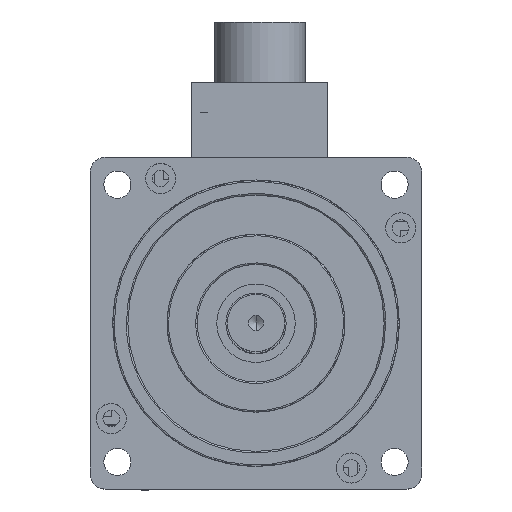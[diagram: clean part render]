
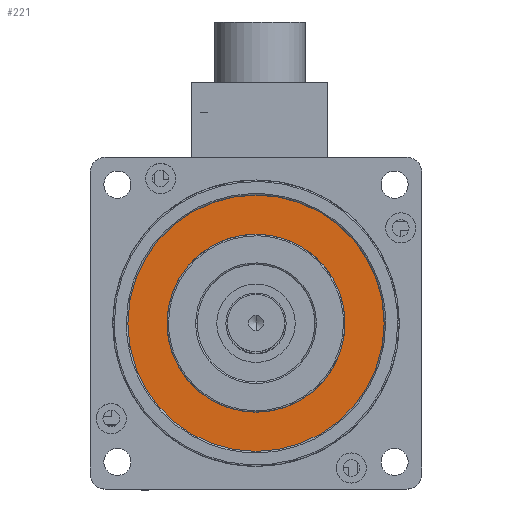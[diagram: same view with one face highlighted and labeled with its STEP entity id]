
A CAD part, top view. The second image highlights one B-rep face of the part: STEP entity #221.
In plain terms, the highlighted planar face has unit normal (0, 0, 1).
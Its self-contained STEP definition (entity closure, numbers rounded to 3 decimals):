
#221 = ADVANCED_FACE ( 'NONE', ( #10206, #19533 ), #15921, .F. ) ;
#379 = VERTEX_POINT ( 'NONE', #22252 ) ;
#1245 = CIRCLE ( 'NONE', #16283, 42.5 ) ;
#3378 = VERTEX_POINT ( 'NONE', #11241 ) ;
#3415 = DIRECTION ( 'NONE',  ( -1., 0., 0. ) ) ;
#4374 = DIRECTION ( 'NONE',  ( -1., 0., 0. ) ) ;
#4490 = ORIENTED_EDGE ( 'NONE', *, *, #21552, .F. ) ;
#5196 = CIRCLE ( 'NONE', #8736, 29.5 ) ;
#5292 = ORIENTED_EDGE ( 'NONE', *, *, #10076, .T. ) ;
#5596 = EDGE_LOOP ( 'NONE', ( #23310, #5292 ) ) ;
#7012 = CARTESIAN_POINT ( 'NONE',  ( 11.51, -1.169, 154.4 ) ) ;
#8603 = CARTESIAN_POINT ( 'NONE',  ( -38.49, 48.831, 154.4 ) ) ;
#8736 = AXIS2_PLACEMENT_3D ( 'NONE', #16008, #17753, #4374 ) ;
#8817 = AXIS2_PLACEMENT_3D ( 'NONE', #8603, #17927, #12058 ) ;
#9205 = DIRECTION ( 'NONE',  ( 0., 0., 1. ) ) ;
#10075 = CARTESIAN_POINT ( 'NONE',  ( -17.99, -1.169, 154.4 ) ) ;
#10076 = EDGE_CURVE ( 'NONE', #3378, #15947, #10095, .T. ) ;
#10095 = CIRCLE ( 'NONE', #12063, 42.5 ) ;
#10206 = FACE_OUTER_BOUND ( 'NONE', #5596, .T. ) ;
#10221 = CARTESIAN_POINT ( 'NONE',  ( 11.51, -1.169, 154.4 ) ) ;
#10296 = VERTEX_POINT ( 'NONE', #10075 ) ;
#11241 = CARTESIAN_POINT ( 'NONE',  ( 54.01, -1.169, 154.4 ) ) ;
#11532 = EDGE_CURVE ( 'NONE', #15947, #3378, #1245, .T. ) ;
#12058 = DIRECTION ( 'NONE',  ( 0., -1., 0. ) ) ;
#12063 = AXIS2_PLACEMENT_3D ( 'NONE', #7012, #22268, #21436 ) ;
#12193 = DIRECTION ( 'NONE',  ( -1., 0., 0. ) ) ;
#15921 = PLANE ( 'NONE',  #8817 ) ;
#15947 = VERTEX_POINT ( 'NONE', #19908 ) ;
#16008 = CARTESIAN_POINT ( 'NONE',  ( 11.51, -1.169, 154.4 ) ) ;
#16283 = AXIS2_PLACEMENT_3D ( 'NONE', #10221, #17809, #12193 ) ;
#17753 = DIRECTION ( 'NONE',  ( 0., 0., 1. ) ) ;
#17809 = DIRECTION ( 'NONE',  ( 0., 0., 1. ) ) ;
#17927 = DIRECTION ( 'NONE',  ( 0., 0., -1. ) ) ;
#18645 = CARTESIAN_POINT ( 'NONE',  ( 11.51, -1.169, 154.4 ) ) ;
#19533 = FACE_BOUND ( 'NONE', #23645, .T. ) ;
#19908 = CARTESIAN_POINT ( 'NONE',  ( -30.99, -1.169, 154.4 ) ) ;
#21436 = DIRECTION ( 'NONE',  ( -1., 0., 0. ) ) ;
#21552 = EDGE_CURVE ( 'NONE', #10296, #379, #5196, .T. ) ;
#21646 = ORIENTED_EDGE ( 'NONE', *, *, #22430, .F. ) ;
#22232 = AXIS2_PLACEMENT_3D ( 'NONE', #18645, #9205, #3415 ) ;
#22252 = CARTESIAN_POINT ( 'NONE',  ( 41.01, -1.169, 154.4 ) ) ;
#22268 = DIRECTION ( 'NONE',  ( 0., 0., 1. ) ) ;
#22430 = EDGE_CURVE ( 'NONE', #379, #10296, #23821, .T. ) ;
#23310 = ORIENTED_EDGE ( 'NONE', *, *, #11532, .T. ) ;
#23645 = EDGE_LOOP ( 'NONE', ( #4490, #21646 ) ) ;
#23821 = CIRCLE ( 'NONE', #22232, 29.5 ) ;
